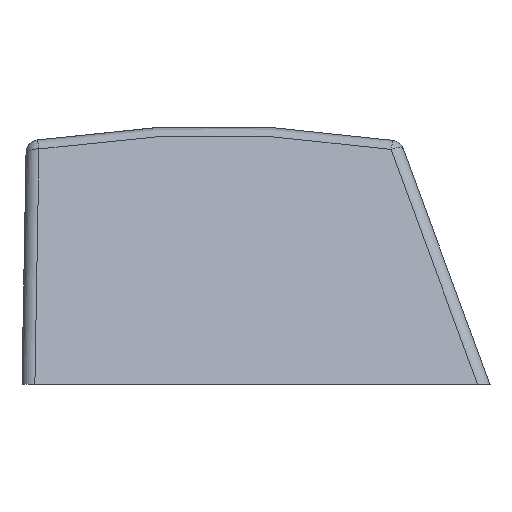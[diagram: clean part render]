
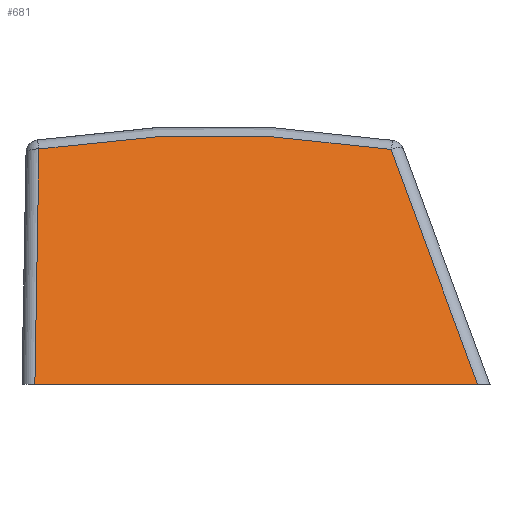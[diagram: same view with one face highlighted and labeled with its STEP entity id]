
A CAD part, left-side view. The second image highlights one B-rep face of the part: STEP entity #681.
In plain terms, the highlighted planar face has unit normal (-0.957, 0, 0.292).
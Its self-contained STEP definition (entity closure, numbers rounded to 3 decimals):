
#39=PLANE('',#753);
#77=FACE_OUTER_BOUND('',#120,.T.);
#120=EDGE_LOOP('',(#542,#543,#544,#545));
#157=B_SPLINE_CURVE_WITH_KNOTS('',3,(#1239,#1240,#1241,#1242,#1243),
 .UNSPECIFIED.,.F.,.F.,(4,1,4),(0.042,0.824,1.41),
 .UNSPECIFIED.);
#193=LINE('',#1249,#242);
#194=LINE('',#1254,#243);
#197=LINE('',#1259,#246);
#242=VECTOR('',#862,10.);
#243=VECTOR('',#867,10.);
#246=VECTOR('',#874,10.);
#312=VERTEX_POINT('',#1080);
#315=VERTEX_POINT('',#1087);
#327=VERTEX_POINT('',#1245);
#330=VERTEX_POINT('',#1252);
#403=EDGE_CURVE('',#312,#315,#157,.T.);
#406=EDGE_CURVE('',#315,#327,#193,.T.);
#408=EDGE_CURVE('',#330,#312,#194,.T.);
#411=EDGE_CURVE('',#330,#327,#197,.T.);
#542=ORIENTED_EDGE('',*,*,#406,.F.);
#543=ORIENTED_EDGE('',*,*,#403,.F.);
#544=ORIENTED_EDGE('',*,*,#408,.F.);
#545=ORIENTED_EDGE('',*,*,#411,.T.);
#681=ADVANCED_FACE('',(#77),#39,.F.);
#753=AXIS2_PLACEMENT_3D('',#1270,#881,#882);
#862=DIRECTION('',(-0.275,-0.332,-0.902));
#867=DIRECTION('',(0.292,-0.017,0.956));
#874=DIRECTION('',(0.,-1.,0.));
#881=DIRECTION('center_axis',(0.956,0.,-0.292));
#882=DIRECTION('ref_axis',(0.292,0.,0.956));
#1080=CARTESIAN_POINT('',(-56.253,8.394,9.106));
#1087=CARTESIAN_POINT('',(-56.259,-5.224,9.087));
#1239=CARTESIAN_POINT('Ctrl Pts',(-56.253,8.394,9.106));
#1240=CARTESIAN_POINT('Ctrl Pts',(-56.136,5.819,9.49));
#1241=CARTESIAN_POINT('Ctrl Pts',(-56.03,1.254,9.836));
#1242=CARTESIAN_POINT('Ctrl Pts',(-56.169,-3.294,9.379));
#1243=CARTESIAN_POINT('Ctrl Pts',(-56.259,-5.224,9.087));
#1245=CARTESIAN_POINT('',(-59.031,-8.571,0.));
#1249=CARTESIAN_POINT('',(-55.101,-3.826,12.881));
#1252=CARTESIAN_POINT('',(-59.031,8.552,0.));
#1254=CARTESIAN_POINT('',(-56.499,8.408,8.301));
#1259=CARTESIAN_POINT('',(-59.031,-9.05,0.));
#1270=CARTESIAN_POINT('Origin',(-59.031,0.,0.));
